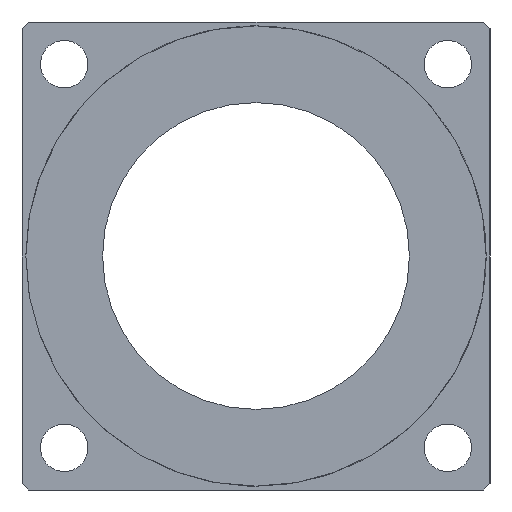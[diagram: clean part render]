
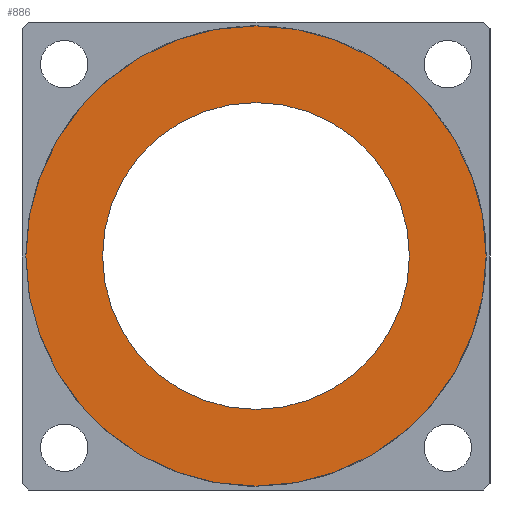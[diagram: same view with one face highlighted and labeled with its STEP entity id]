
A CAD part, left-side view. The second image highlights one B-rep face of the part: STEP entity #886.
In plain terms, the highlighted planar face has unit normal (-1, 0, 0).
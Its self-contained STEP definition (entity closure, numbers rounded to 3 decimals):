
#146=PLANE($,#977);
#201=FACE_BOUND($,#322,.T.);
#247=FACE_OUTER_BOUND($,#321,.T.);
#321=EDGE_LOOP($,(#798));
#322=EDGE_LOOP($,(#799));
#372=CIRCLE($,#976,20.);
#373=CIRCLE($,#978,30.);
#460=VERTEX_POINT($,#1750);
#461=VERTEX_POINT($,#1753);
#578=EDGE_CURVE($,#460,#460,#372,.T.);
#579=EDGE_CURVE($,#461,#461,#373,.T.);
#798=ORIENTED_EDGE($,*,*,#579,.F.);
#799=ORIENTED_EDGE($,*,*,#578,.T.);
#886=ADVANCED_FACE($,(#247,#201),#146,.T.);
#976=AXIS2_PLACEMENT_3D($,#1751,#1207,#1208);
#977=AXIS2_PLACEMENT_3D($,#1752,#1209,#1210);
#978=AXIS2_PLACEMENT_3D($,#1754,#1211,#1212);
#1207=DIRECTION('center_axis',(1.,0.,0.));
#1208=DIRECTION('ref_axis',(0.,1.,0.));
#1209=DIRECTION('center_axis',(-1.,0.,0.));
#1210=DIRECTION('ref_axis',(0.,0.,1.));
#1211=DIRECTION('center_axis',(1.,0.,0.));
#1212=DIRECTION('ref_axis',(0.,1.,0.));
#1750=CARTESIAN_POINT('',(0.,20.,0.));
#1751=CARTESIAN_POINT('Origin',(0.,0.,0.));
#1752=CARTESIAN_POINT('Origin',(0.,25.,0.));
#1753=CARTESIAN_POINT('',(0.,30.,0.));
#1754=CARTESIAN_POINT('Origin',(0.,0.,0.));
